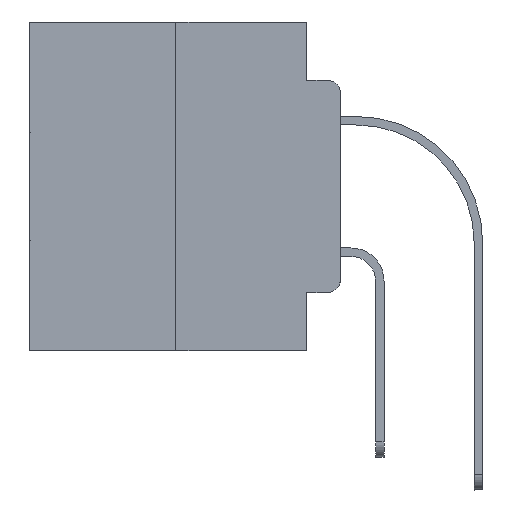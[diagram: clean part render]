
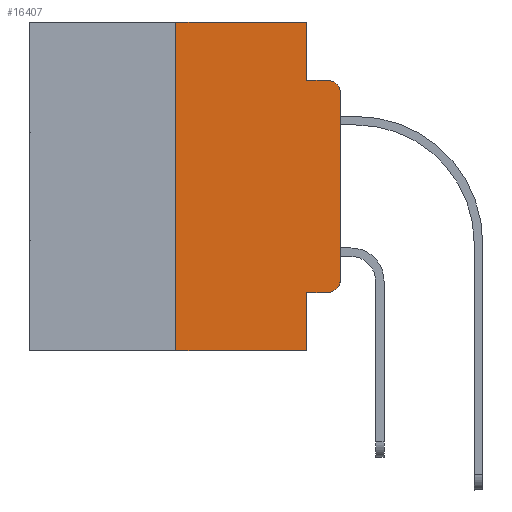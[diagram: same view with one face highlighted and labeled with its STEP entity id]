
A CAD part, left-side view. The second image highlights one B-rep face of the part: STEP entity #16407.
In plain terms, the highlighted planar face has unit normal (-1, 0, 0).
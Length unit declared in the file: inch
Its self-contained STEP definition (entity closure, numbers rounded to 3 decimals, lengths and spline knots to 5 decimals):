
#37 = LINE ( 'NONE', #9309, #21642 ) ;
#563 = CARTESIAN_POINT ( 'NONE',  ( 0., 0.02, -0.4115 ) ) ;
#654 = DIRECTION ( 'NONE',  ( 0., 0., -1. ) ) ;
#793 = EDGE_CURVE ( 'NONE', #14138, #2321, #20372, .T. ) ;
#804 = CARTESIAN_POINT ( 'NONE',  ( 0., 0.051, 0. ) ) ;
#2321 = VERTEX_POINT ( 'NONE', #10244 ) ;
#2506 = DIRECTION ( 'NONE',  ( 0., 0., 1. ) ) ;
#3766 = CARTESIAN_POINT ( 'NONE',  ( 0., 0.02, -0.0885 ) ) ;
#3928 = VECTOR ( 'NONE', #15171, 39.37008 ) ;
#3976 = VECTOR ( 'NONE', #654, 39.37008 ) ;
#4259 = ORIENTED_EDGE ( 'NONE', *, *, #12891, .T. ) ;
#4333 = VECTOR ( 'NONE', #2506, 39.37008 ) ;
#4438 = DIRECTION ( 'NONE',  ( 0., 0., -1. ) ) ;
#4616 = VERTEX_POINT ( 'NONE', #5288 ) ;
#4807 = EDGE_CURVE ( 'NONE', #10362, #19562, #17783, .T. ) ;
#4845 = VECTOR ( 'NONE', #24374, 39.37008 ) ;
#4966 = AXIS2_PLACEMENT_3D ( 'NONE', #31306, #9100, #4438 ) ;
#5071 = DIRECTION ( 'NONE',  ( 0., 0., -1. ) ) ;
#5181 = VERTEX_POINT ( 'NONE', #24926 ) ;
#5288 = CARTESIAN_POINT ( 'NONE',  ( 0., 0.051, -0.5 ) ) ;
#5530 = ORIENTED_EDGE ( 'NONE', *, *, #15584, .T. ) ;
#5579 = DIRECTION ( 'NONE',  ( 0., 0., 1. ) ) ;
#6834 = EDGE_CURVE ( 'NONE', #5181, #14138, #14503, .T. ) ;
#7369 = EDGE_CURVE ( 'NONE', #10599, #18018, #19753, .T. ) ;
#7595 = VECTOR ( 'NONE', #17965, 39.37008 ) ;
#7830 = EDGE_CURVE ( 'NONE', #5181, #4616, #37, .T. ) ;
#7993 = LINE ( 'NONE', #804, #3976 ) ;
#8184 = CARTESIAN_POINT ( 'NONE',  ( 0., 0.473, 0. ) ) ;
#8252 = CARTESIAN_POINT ( 'NONE',  ( 0., 0.051, -0.4115 ) ) ;
#8781 = CARTESIAN_POINT ( 'NONE',  ( 0., 0., -0.3915 ) ) ;
#9100 = DIRECTION ( 'NONE',  ( -1., 0., 0. ) ) ;
#9309 = CARTESIAN_POINT ( 'NONE',  ( 0., 0.473, -0.5 ) ) ;
#9633 = DIRECTION ( 'NONE',  ( 0., -1., 0. ) ) ;
#10244 = CARTESIAN_POINT ( 'NONE',  ( 0., 0.051, 0. ) ) ;
#10343 = DIRECTION ( 'NONE',  ( -1., 0., 0. ) ) ;
#10362 = VERTEX_POINT ( 'NONE', #8252 ) ;
#10509 = AXIS2_PLACEMENT_3D ( 'NONE', #12115, #10343, #5071 ) ;
#10599 = VERTEX_POINT ( 'NONE', #17205 ) ;
#11465 = ORIENTED_EDGE ( 'NONE', *, *, #22374, .F. ) ;
#12115 = CARTESIAN_POINT ( 'NONE',  ( 0., 0.02, -0.3915 ) ) ;
#12623 = AXIS2_PLACEMENT_3D ( 'NONE', #27530, #20189, #29762 ) ;
#12818 = CARTESIAN_POINT ( 'NONE',  ( 0., 0.051, -0.4115 ) ) ;
#12891 = EDGE_CURVE ( 'NONE', #22614, #17620, #30515, .T. ) ;
#13413 = ORIENTED_EDGE ( 'NONE', *, *, #21092, .F. ) ;
#13800 = VECTOR ( 'NONE', #15378, 39.37008 ) ;
#14138 = VERTEX_POINT ( 'NONE', #17922 ) ;
#14415 = EDGE_CURVE ( 'NONE', #19562, #22614, #30436, .T. ) ;
#14460 = CARTESIAN_POINT ( 'NONE',  ( 0., 0.051, -0.0885 ) ) ;
#14503 = LINE ( 'NONE', #19802, #4333 ) ;
#15171 = DIRECTION ( 'NONE',  ( 0., 0., -1. ) ) ;
#15333 = CARTESIAN_POINT ( 'NONE',  ( 0., 0.051, 0. ) ) ;
#15378 = DIRECTION ( 'NONE',  ( 0., -1., 0. ) ) ;
#15584 = EDGE_CURVE ( 'NONE', #17620, #18018, #15725, .T. ) ;
#15725 = CIRCLE ( 'NONE', #4966, 0.02 ) ;
#16407 = ADVANCED_FACE ( 'NONE', ( #29276 ), #17791, .F. ) ;
#16841 = EDGE_LOOP ( 'NONE', ( #4259, #5530, #31276, #11465, #29211, #18064, #17028, #13413, #28384, #17388 ) ) ;
#17028 = ORIENTED_EDGE ( 'NONE', *, *, #7830, .T. ) ;
#17205 = CARTESIAN_POINT ( 'NONE',  ( 0., 0.051, -0.0885 ) ) ;
#17388 = ORIENTED_EDGE ( 'NONE', *, *, #14415, .T. ) ;
#17620 = VERTEX_POINT ( 'NONE', #18545 ) ;
#17783 = LINE ( 'NONE', #12818, #13800 ) ;
#17791 = PLANE ( 'NONE',  #12623 ) ;
#17894 = LINE ( 'NONE', #15333, #3928 ) ;
#17922 = CARTESIAN_POINT ( 'NONE',  ( 0., 0.25, 0. ) ) ;
#17965 = DIRECTION ( 'NONE',  ( 0., -1., 0. ) ) ;
#18018 = VERTEX_POINT ( 'NONE', #3766 ) ;
#18064 = ORIENTED_EDGE ( 'NONE', *, *, #6834, .F. ) ;
#18545 = CARTESIAN_POINT ( 'NONE',  ( 0., 0., -0.1085 ) ) ;
#19562 = VERTEX_POINT ( 'NONE', #563 ) ;
#19753 = LINE ( 'NONE', #14460, #4845 ) ;
#19802 = CARTESIAN_POINT ( 'NONE',  ( 0., 0.25, 0. ) ) ;
#20189 = DIRECTION ( 'NONE',  ( 1., 0., 0. ) ) ;
#20372 = LINE ( 'NONE', #8184, #7595 ) ;
#20479 = CARTESIAN_POINT ( 'NONE',  ( 0., 0., 0. ) ) ;
#21092 = EDGE_CURVE ( 'NONE', #10362, #4616, #17894, .T. ) ;
#21642 = VECTOR ( 'NONE', #9633, 39.37008 ) ;
#22374 = EDGE_CURVE ( 'NONE', #2321, #10599, #7993, .T. ) ;
#22614 = VERTEX_POINT ( 'NONE', #8781 ) ;
#24374 = DIRECTION ( 'NONE',  ( 0., -1., 0. ) ) ;
#24926 = CARTESIAN_POINT ( 'NONE',  ( 0., 0.25, -0.5 ) ) ;
#27324 = VECTOR ( 'NONE', #5579, 39.37008 ) ;
#27530 = CARTESIAN_POINT ( 'NONE',  ( 0., 0.473, 0. ) ) ;
#28384 = ORIENTED_EDGE ( 'NONE', *, *, #4807, .T. ) ;
#29211 = ORIENTED_EDGE ( 'NONE', *, *, #793, .F. ) ;
#29276 = FACE_OUTER_BOUND ( 'NONE', #16841, .T. ) ;
#29762 = DIRECTION ( 'NONE',  ( 0., 0., -1. ) ) ;
#30436 = CIRCLE ( 'NONE', #10509, 0.02 ) ;
#30515 = LINE ( 'NONE', #20479, #27324 ) ;
#31276 = ORIENTED_EDGE ( 'NONE', *, *, #7369, .F. ) ;
#31306 = CARTESIAN_POINT ( 'NONE',  ( 0., 0.02, -0.1085 ) ) ;
